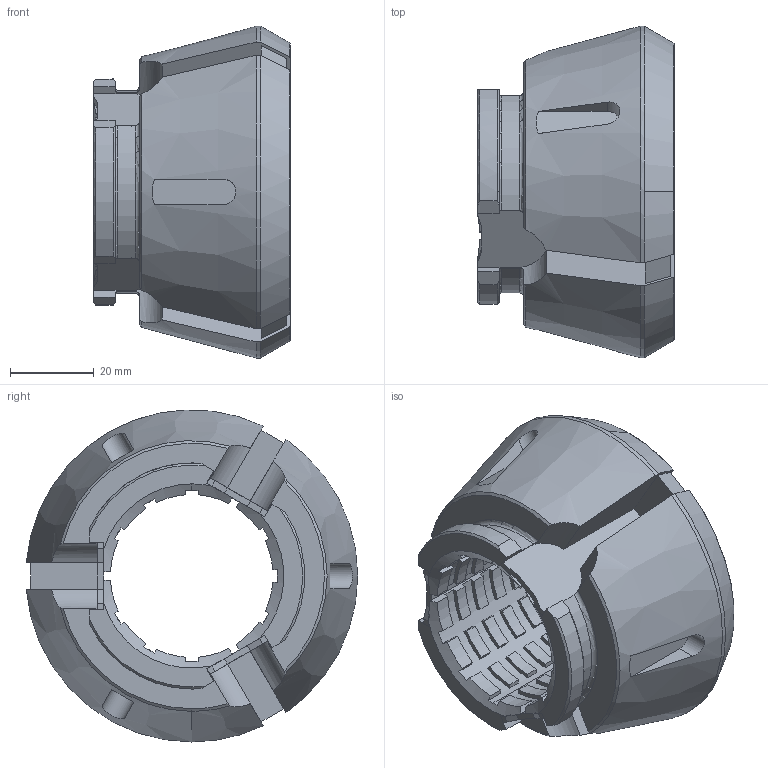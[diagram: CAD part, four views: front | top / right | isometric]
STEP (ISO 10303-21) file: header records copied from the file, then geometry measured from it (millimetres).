
FILE_DESCRIPTION (( 'STEP AP214' ), '1' );
FILE_NAME ('QCFC42-098-SER.STEP', '2022-06-06T11:08:28', ( '' ), ( '' ), 'SwSTEP 2.0', 'SolidWorks 2015', '' );
FILE_SCHEMA (( 'AUTOMOTIVE_DESIGN' ));
Length unit declared in the file: millimetre
Products named in the file (1): QCFC42-098-SER
Bounding box: 47 x 79.17 x 79.3 mm (x, y, z)
Volume: 98035.9 mm3; surface area: 31793 mm2
Topology: 6 solids, 6 shells, 586 faces, 1588 edges, 1050 vertices
Faces by surface type: plane 405, cylinder 133, cone 36, torus 12
Entity records: 19405 total; most frequent: CARTESIAN_POINT 3761, ORIENTED_EDGE 3164, DIRECTION 3140, EDGE_CURVE 1582, AXIS2_PLACEMENT_3D 1073, VERTEX_POINT 1050, VECTOR 994, LINE 994
